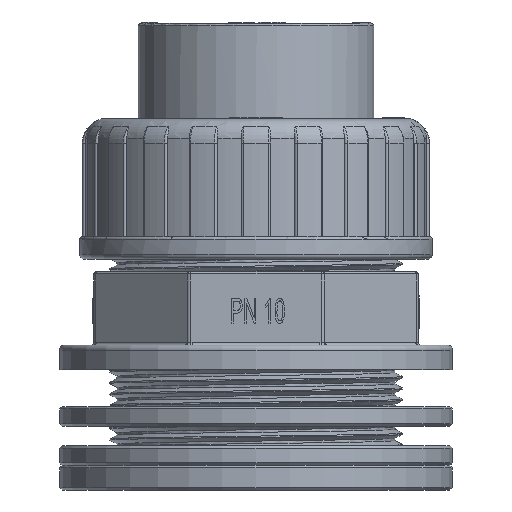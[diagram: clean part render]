
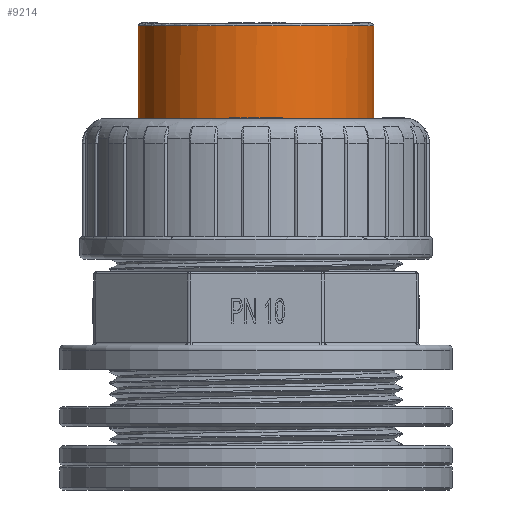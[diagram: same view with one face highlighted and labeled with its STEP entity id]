
A CAD part, left-side view. The second image highlights one B-rep face of the part: STEP entity #9214.
In plain terms, the highlighted cylindrical face has radius 24 mm (diameter 48 mm), a full revolution.
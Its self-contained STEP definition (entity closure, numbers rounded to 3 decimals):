
#9214=ADVANCED_FACE('',(#11584,#11585),#10486,.T.);
#10486=CYLINDRICAL_SURFACE('',#28793,24.);
#11584=FACE_BOUND('',#12035,.T.);
#11585=FACE_BOUND('',#12036,.T.);
#12035=EDGE_LOOP('',(#15213));
#12036=EDGE_LOOP('',(#15214));
#15213=ORIENTED_EDGE('',*,*,#25267,.T.);
#15214=ORIENTED_EDGE('',*,*,#25268,.T.);
#22372=VERTEX_POINT('',#49258);
#22373=VERTEX_POINT('',#49260);
#25267=EDGE_CURVE('',#22372,#22372,#28207,.T.);
#25268=EDGE_CURVE('',#22373,#22373,#28208,.T.);
#28207=CIRCLE('',#28791,24.);
#28208=CIRCLE('',#28792,24.);
#28791=AXIS2_PLACEMENT_3D('',#49257,#31626,#31627);
#28792=AXIS2_PLACEMENT_3D('',#49259,#31628,#31629);
#28793=AXIS2_PLACEMENT_3D('',#49261,#31630,#31631);
#31626=DIRECTION('',(0.,0.,-1.));
#31627=DIRECTION('',(1.,0.,0.));
#31628=DIRECTION('',(0.,0.,1.));
#31629=DIRECTION('',(1.,0.,0.));
#31630=DIRECTION('',(0.,0.,1.));
#31631=DIRECTION('',(-1.,0.,0.));
#49257=CARTESIAN_POINT('',(402.,0.,94.5));
#49258=CARTESIAN_POINT('',(426.,0.,94.5));
#49259=CARTESIAN_POINT('',(402.,0.,75.6));
#49260=CARTESIAN_POINT('',(426.,0.,75.6));
#49261=CARTESIAN_POINT('',(402.,0.,65.));
